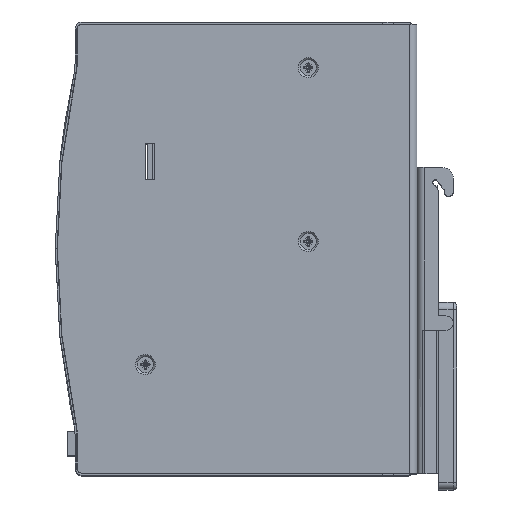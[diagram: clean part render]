
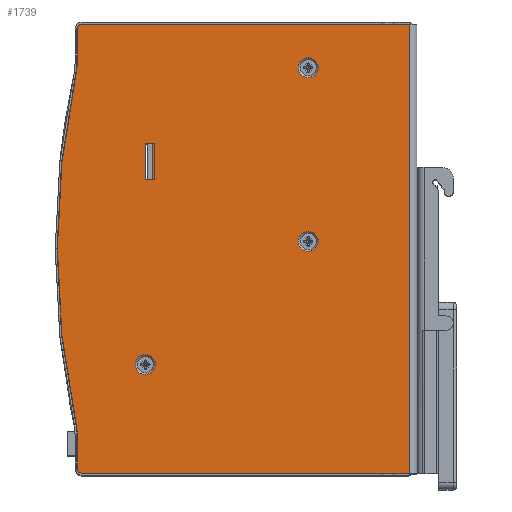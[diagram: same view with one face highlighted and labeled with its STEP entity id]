
A CAD part, top view. The second image highlights one B-rep face of the part: STEP entity #1739.
In plain terms, the highlighted planar face has unit normal (0, 0, 1).
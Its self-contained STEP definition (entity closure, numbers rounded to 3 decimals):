
#133=CARTESIAN_POINT('',(-47.368,4.106,125.5));
#134=VERTEX_POINT('',#133);
#135=CARTESIAN_POINT('',(-50.118,4.106,125.5));
#136=DIRECTION('',(0.0,0.0,-1.0));
#137=DIRECTION('',(1.0,0.0,0.0));
#138=AXIS2_PLACEMENT_3D('',#135,#136,#137);
#139=CIRCLE('',#138,2.75);
#140=EDGE_CURVE('',#134,#134,#139,.T.);
#460=CARTESIAN_POINT('',(-2.368,38.106,125.5));
#461=VERTEX_POINT('',#460);
#462=CARTESIAN_POINT('',(-5.118,38.106,125.5));
#463=DIRECTION('',(0.0,0.0,-1.0));
#464=DIRECTION('',(1.0,0.0,0.0));
#465=AXIS2_PLACEMENT_3D('',#462,#463,#464);
#466=CIRCLE('',#465,2.75);
#467=EDGE_CURVE('',#461,#461,#466,.T.);
#550=CARTESIAN_POINT('',(-2.368,86.106,125.5));
#551=VERTEX_POINT('',#550);
#552=CARTESIAN_POINT('',(-5.118,86.106,125.5));
#553=DIRECTION('',(0.0,0.0,-1.0));
#554=DIRECTION('',(1.0,0.0,0.0));
#555=AXIS2_PLACEMENT_3D('',#552,#553,#554);
#556=CIRCLE('',#555,2.75);
#557=EDGE_CURVE('',#551,#551,#556,.T.);
#1199=CARTESIAN_POINT('',(-50.018,55.106,125.5));
#1200=VERTEX_POINT('',#1199);
#1201=CARTESIAN_POINT('',(-50.018,65.106,125.5));
#1202=VERTEX_POINT('',#1201);
#1203=CARTESIAN_POINT('',(-50.018,55.106,125.5));
#1204=DIRECTION('',(0.0,1.0,0.0));
#1205=VECTOR('',#1204,10.0);
#1206=LINE('',#1203,#1205);
#1207=EDGE_CURVE('',#1200,#1202,#1206,.T.);
#1270=CARTESIAN_POINT('',(-48.018,65.106,125.5));
#1271=VERTEX_POINT('',#1270);
#1272=CARTESIAN_POINT('',(-50.018,65.106,125.5));
#1273=DIRECTION('',(1.0,0.0,0.0));
#1274=VECTOR('',#1273,2.0);
#1275=LINE('',#1272,#1274);
#1276=EDGE_CURVE('',#1202,#1271,#1275,.T.);
#1354=CARTESIAN_POINT('',(-48.018,55.106,125.5));
#1355=VERTEX_POINT('',#1354);
#1356=CARTESIAN_POINT('',(-48.018,65.106,125.5));
#1357=DIRECTION('',(0.0,-1.0,0.0));
#1358=VECTOR('',#1357,10.0);
#1359=LINE('',#1356,#1358);
#1360=EDGE_CURVE('',#1271,#1355,#1359,.T.);
#1385=CARTESIAN_POINT('',(-48.018,55.106,125.5));
#1386=DIRECTION('',(-1.0,0.0,0.0));
#1387=VECTOR('',#1386,2.);
#1388=LINE('',#1385,#1387);
#1389=EDGE_CURVE('',#1355,#1200,#1388,.T.);
#1557=CARTESIAN_POINT('',(22.882,-25.894,125.5));
#1558=VERTEX_POINT('',#1557);
#1566=CARTESIAN_POINT('',(-67.618,-25.894,125.5));
#1567=VERTEX_POINT('',#1566);
#1568=CARTESIAN_POINT('',(22.882,-25.894,125.5));
#1569=DIRECTION('',(-1.0,0.0,0.0));
#1570=VECTOR('',#1569,90.5);
#1571=LINE('',#1568,#1570);
#1572=EDGE_CURVE('',#1558,#1567,#1571,.T.);
#1630=CARTESIAN_POINT('',(22.882,98.106,125.5));
#1631=VERTEX_POINT('',#1630);
#1639=CARTESIAN_POINT('',(22.882,98.106,125.5));
#1640=DIRECTION('',(0.0,-1.0,0.0));
#1641=VECTOR('',#1640,124.);
#1642=LINE('',#1639,#1641);
#1643=EDGE_CURVE('',#1631,#1558,#1642,.T.);
#1648=CARTESIAN_POINT('',(-22.789,36.106,125.5));
#1649=DIRECTION('',(0.0,0.0,1.0));
#1650=DIRECTION('',(1.0,0.0,0.0));
#1651=AXIS2_PLACEMENT_3D('',#1648,#1649,#1650);
#1652=PLANE('',#1651);
#1653=ORIENTED_EDGE('',*,*,#1643,.F.);
#1654=CARTESIAN_POINT('',(-67.618,98.106,125.5));
#1655=VERTEX_POINT('',#1654);
#1656=CARTESIAN_POINT('',(-67.618,98.106,125.5));
#1657=DIRECTION('',(1.0,0.0,0.0));
#1658=VECTOR('',#1657,90.5);
#1659=LINE('',#1656,#1658);
#1660=EDGE_CURVE('',#1655,#1631,#1659,.T.);
#1661=ORIENTED_EDGE('',*,*,#1660,.F.);
#1662=CARTESIAN_POINT('',(-69.018,96.706,125.5));
#1663=VERTEX_POINT('',#1662);
#1664=CARTESIAN_POINT('',(-67.618,96.706,125.5));
#1665=DIRECTION('',(0.0,0.0,-1.0));
#1666=DIRECTION('',(0.0,1.0,0.0));
#1667=AXIS2_PLACEMENT_3D('',#1664,#1665,#1666);
#1668=CIRCLE('',#1667,1.4);
#1669=EDGE_CURVE('',#1663,#1655,#1668,.T.);
#1670=ORIENTED_EDGE('',*,*,#1669,.F.);
#1671=CARTESIAN_POINT('',(-69.018,87.876,125.5));
#1672=VERTEX_POINT('',#1671);
#1673=CARTESIAN_POINT('',(-69.018,87.876,125.5));
#1674=DIRECTION('',(0.0,1.0,0.0));
#1675=VECTOR('',#1674,8.83);
#1676=LINE('',#1673,#1675);
#1677=EDGE_CURVE('',#1672,#1663,#1676,.T.);
#1678=ORIENTED_EDGE('',*,*,#1677,.F.);
#1679=CARTESIAN_POINT('',(-69.477,83.548,125.5));
#1680=VERTEX_POINT('',#1679);
#1681=CARTESIAN_POINT('',(-89.618,87.876,125.5));
#1682=DIRECTION('',(0.0,0.0,1.));
#1683=DIRECTION('',(-0.978,0.21,0.0));
#1684=AXIS2_PLACEMENT_3D('',#1681,#1682,#1683);
#1685=CIRCLE('',#1684,20.6);
#1686=EDGE_CURVE('',#1680,#1672,#1685,.T.);
#1687=ORIENTED_EDGE('',*,*,#1686,.F.);
#1688=CARTESIAN_POINT('',(-69.477,-11.336,125.5));
#1689=VERTEX_POINT('',#1688);
#1690=CARTESIAN_POINT('',(151.283,36.106,125.5));
#1691=DIRECTION('',(0.0,0.0,-1.0));
#1692=DIRECTION('',(-0.978,0.21,0.0));
#1693=AXIS2_PLACEMENT_3D('',#1690,#1691,#1692);
#1694=CIRCLE('',#1693,225.801);
#1695=EDGE_CURVE('',#1689,#1680,#1694,.T.);
#1696=ORIENTED_EDGE('',*,*,#1695,.F.);
#1697=CARTESIAN_POINT('',(-69.018,-15.665,125.5));
#1698=VERTEX_POINT('',#1697);
#1699=CARTESIAN_POINT('',(-89.618,-15.665,125.5));
#1700=DIRECTION('',(0.0,0.0,1.0));
#1701=DIRECTION('',(-1.0,0.0,0.0));
#1702=AXIS2_PLACEMENT_3D('',#1699,#1700,#1701);
#1703=CIRCLE('',#1702,20.6);
#1704=EDGE_CURVE('',#1698,#1689,#1703,.T.);
#1705=ORIENTED_EDGE('',*,*,#1704,.F.);
#1706=CARTESIAN_POINT('',(-69.018,-24.494,125.5));
#1707=VERTEX_POINT('',#1706);
#1708=CARTESIAN_POINT('',(-69.018,-24.494,125.5));
#1709=DIRECTION('',(0.0,1.0,0.0));
#1710=VECTOR('',#1709,8.83);
#1711=LINE('',#1708,#1710);
#1712=EDGE_CURVE('',#1707,#1698,#1711,.T.);
#1713=ORIENTED_EDGE('',*,*,#1712,.F.);
#1714=CARTESIAN_POINT('',(-67.618,-24.494,125.5));
#1715=DIRECTION('',(0.0,0.0,-1.0));
#1716=DIRECTION('',(-1.0,0.0,0.0));
#1717=AXIS2_PLACEMENT_3D('',#1714,#1715,#1716);
#1718=CIRCLE('',#1717,1.4);
#1719=EDGE_CURVE('',#1567,#1707,#1718,.T.);
#1720=ORIENTED_EDGE('',*,*,#1719,.F.);
#1721=ORIENTED_EDGE('',*,*,#1572,.F.);
#1722=EDGE_LOOP('',(#1653,#1661,#1670,#1678,#1687,#1696,#1705,#1713,#1720,#1721));
#1723=FACE_OUTER_BOUND('',#1722,.T.);
#1724=ORIENTED_EDGE('',*,*,#140,.T.);
#1725=EDGE_LOOP('',(#1724));
#1726=FACE_BOUND('',#1725,.T.);
#1727=ORIENTED_EDGE('',*,*,#467,.T.);
#1728=EDGE_LOOP('',(#1727));
#1729=FACE_BOUND('',#1728,.T.);
#1730=ORIENTED_EDGE('',*,*,#557,.T.);
#1731=EDGE_LOOP('',(#1730));
#1732=FACE_BOUND('',#1731,.T.);
#1733=ORIENTED_EDGE('',*,*,#1360,.T.);
#1734=ORIENTED_EDGE('',*,*,#1389,.T.);
#1735=ORIENTED_EDGE('',*,*,#1207,.T.);
#1736=ORIENTED_EDGE('',*,*,#1276,.T.);
#1737=EDGE_LOOP('',(#1733,#1734,#1735,#1736));
#1738=FACE_BOUND('',#1737,.T.);
#1739=ADVANCED_FACE('',(#1723,#1726,#1729,#1732,#1738),#1652,.T.);
